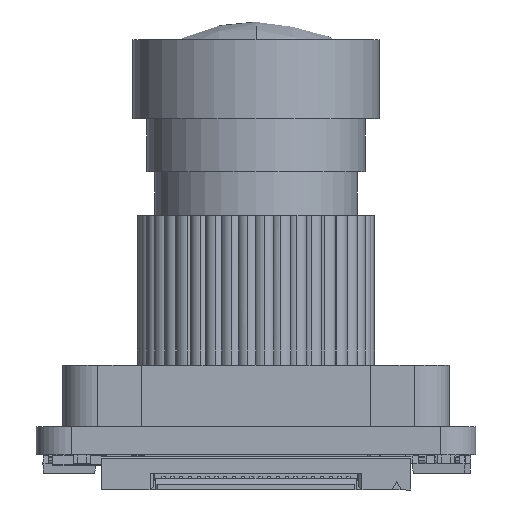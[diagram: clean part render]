
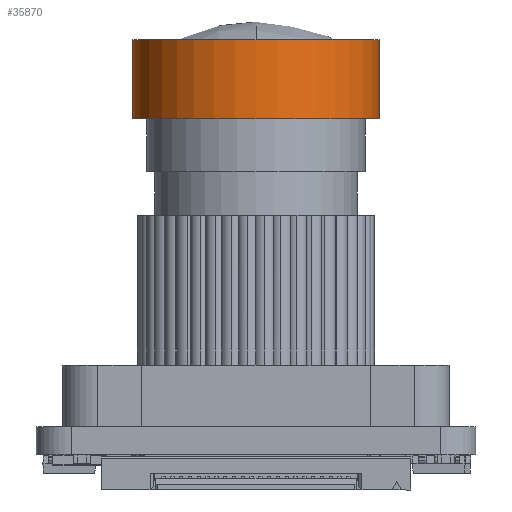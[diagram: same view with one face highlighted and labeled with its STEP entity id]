
A CAD part, front view. The second image highlights one B-rep face of the part: STEP entity #35870.
In plain terms, the highlighted cylindrical face has radius 7 mm (diameter 14 mm), a partial arc.
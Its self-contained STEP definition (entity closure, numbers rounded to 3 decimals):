
#2728 = LINE ( 'NONE', #45456, #66013 ) ;
#10220 = ORIENTED_EDGE ( 'NONE', *, *, #89640, .F. ) ;
#10451 = AXIS2_PLACEMENT_3D ( 'NONE', #56880, #46379, #78547 ) ;
#13523 = AXIS2_PLACEMENT_3D ( 'NONE', #98192, #107303, #108000 ) ;
#24230 = ORIENTED_EDGE ( 'NONE', *, *, #26470, .F. ) ;
#26470 = EDGE_CURVE ( 'NONE', #136820, #63066, #130956, .T. ) ;
#30030 = FACE_OUTER_BOUND ( 'NONE', #73592, .T. ) ;
#31197 = AXIS2_PLACEMENT_3D ( 'NONE', #93697, #72722, #115291 ) ;
#35870 = ADVANCED_FACE ( 'NONE', ( #30030 ), #51062, .T. ) ;
#39611 = EDGE_CURVE ( 'NONE', #76046, #103117, #51604, .T. ) ;
#44506 = CARTESIAN_POINT ( 'NONE',  ( -7., 0., 17.5 ) ) ;
#45456 = CARTESIAN_POINT ( 'NONE',  ( 7., 0., 17.5 ) ) ;
#46379 = DIRECTION ( 'NONE',  ( 0., 0., 1. ) ) ;
#51062 = CYLINDRICAL_SURFACE ( 'NONE', #31197, 7. ) ;
#51604 = CIRCLE ( 'NONE', #13523, 7. ) ;
#56277 = LINE ( 'NONE', #66725, #122612 ) ;
#56880 = CARTESIAN_POINT ( 'NONE',  ( 0., 0., 22. ) ) ;
#63066 = VERTEX_POINT ( 'NONE', #105351 ) ;
#66013 = VECTOR ( 'NONE', #131296, 1000. ) ;
#66242 = CARTESIAN_POINT ( 'NONE',  ( -7., 0., 22. ) ) ;
#66725 = CARTESIAN_POINT ( 'NONE',  ( -7., 0., 17.5 ) ) ;
#69244 = ORIENTED_EDGE ( 'NONE', *, *, #110122, .T. ) ;
#72722 = DIRECTION ( 'NONE',  ( 0., 0., 1. ) ) ;
#73592 = EDGE_LOOP ( 'NONE', ( #10220, #77041, #69244, #24230 ) ) ;
#76046 = VERTEX_POINT ( 'NONE', #44506 ) ;
#77041 = ORIENTED_EDGE ( 'NONE', *, *, #39611, .T. ) ;
#78547 = DIRECTION ( 'NONE',  ( 1., 0., 0. ) ) ;
#89640 = EDGE_CURVE ( 'NONE', #76046, #136820, #56277, .T. ) ;
#93697 = CARTESIAN_POINT ( 'NONE',  ( 0., 0., 17.5 ) ) ;
#98192 = CARTESIAN_POINT ( 'NONE',  ( 0., 0., 17.5 ) ) ;
#100952 = DIRECTION ( 'NONE',  ( 0., 0., 1. ) ) ;
#103117 = VERTEX_POINT ( 'NONE', #121868 ) ;
#105351 = CARTESIAN_POINT ( 'NONE',  ( 7., 0., 22. ) ) ;
#107303 = DIRECTION ( 'NONE',  ( 0., 0., 1. ) ) ;
#108000 = DIRECTION ( 'NONE',  ( 1., 0., 0. ) ) ;
#110122 = EDGE_CURVE ( 'NONE', #103117, #63066, #2728, .T. ) ;
#115291 = DIRECTION ( 'NONE',  ( 1., 0., 0. ) ) ;
#121868 = CARTESIAN_POINT ( 'NONE',  ( 7., 0., 17.5 ) ) ;
#122612 = VECTOR ( 'NONE', #100952, 1000. ) ;
#130956 = CIRCLE ( 'NONE', #10451, 7. ) ;
#131296 = DIRECTION ( 'NONE',  ( 0., 0., 1. ) ) ;
#136820 = VERTEX_POINT ( 'NONE', #66242 ) ;
